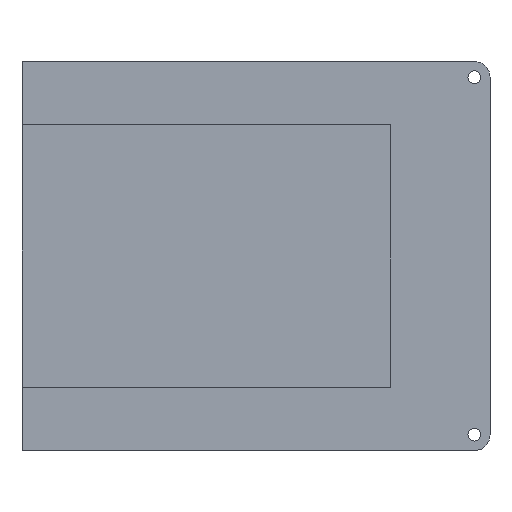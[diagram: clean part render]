
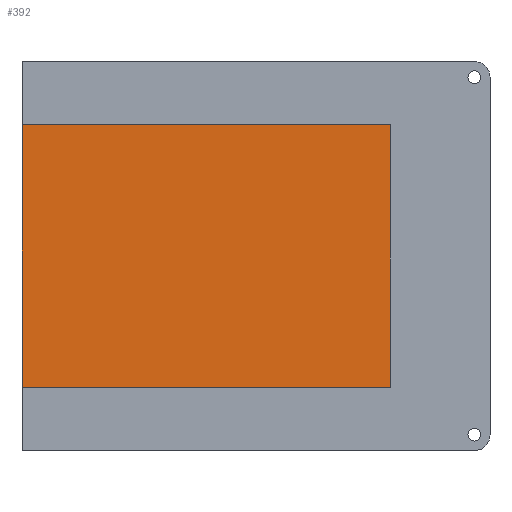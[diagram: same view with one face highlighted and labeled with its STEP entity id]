
A CAD part, top view. The second image highlights one B-rep face of the part: STEP entity #392.
In plain terms, the highlighted planar face has unit normal (0, 0, 1).
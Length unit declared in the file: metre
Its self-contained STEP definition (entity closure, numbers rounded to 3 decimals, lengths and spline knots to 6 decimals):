
#29=LINE('',#648,#58);
#38=LINE('',#681,#67);
#41=LINE('',#687,#70);
#42=LINE('',#689,#71);
#58=VECTOR('',#502,1.);
#67=VECTOR('',#547,1.);
#70=VECTOR('',#552,1.);
#71=VECTOR('',#555,1.);
#81=PLANE('',#446);
#198=ORIENTED_EDGE('',*,*,#256,.F.);
#199=ORIENTED_EDGE('',*,*,#239,.T.);
#200=ORIENTED_EDGE('',*,*,#259,.T.);
#201=ORIENTED_EDGE('',*,*,#260,.F.);
#239=EDGE_CURVE('',#289,#290,#29,.T.);
#256=EDGE_CURVE('',#289,#295,#38,.T.);
#259=EDGE_CURVE('',#290,#296,#41,.T.);
#260=EDGE_CURVE('',#295,#296,#42,.T.);
#289=VERTEX_POINT('',#649);
#290=VERTEX_POINT('',#650);
#295=VERTEX_POINT('',#682);
#296=VERTEX_POINT('',#686);
#325=EDGE_LOOP('',(#198,#199,#200,#201));
#356=FACE_BOUND('',#325,.T.);
#392=ADVANCED_FACE('',(#356),#81,.T.);
#446=AXIS2_PLACEMENT_3D('',#690,#556,#557);
#502=DIRECTION('',(0.,-1.,0.));
#547=DIRECTION('',(1.,0.,0.));
#552=DIRECTION('',(1.,0.,0.));
#555=DIRECTION('',(0.,-1.,0.));
#556=DIRECTION('',(0.,0.,1.));
#557=DIRECTION('',(1.,0.,0.));
#648=CARTESIAN_POINT('',(-0.0445,0.,0.002));
#649=CARTESIAN_POINT('',(-0.0445,0.025,0.002));
#650=CARTESIAN_POINT('',(-0.0445,-0.025,0.002));
#681=CARTESIAN_POINT('',(-0.0095,0.025,0.002));
#682=CARTESIAN_POINT('',(0.0255,0.025,0.002));
#686=CARTESIAN_POINT('',(0.0255,-0.025,0.002));
#687=CARTESIAN_POINT('',(-0.0095,-0.025,0.002));
#689=CARTESIAN_POINT('',(0.0255,0.,0.002));
#690=CARTESIAN_POINT('',(0.,0.,0.002));
